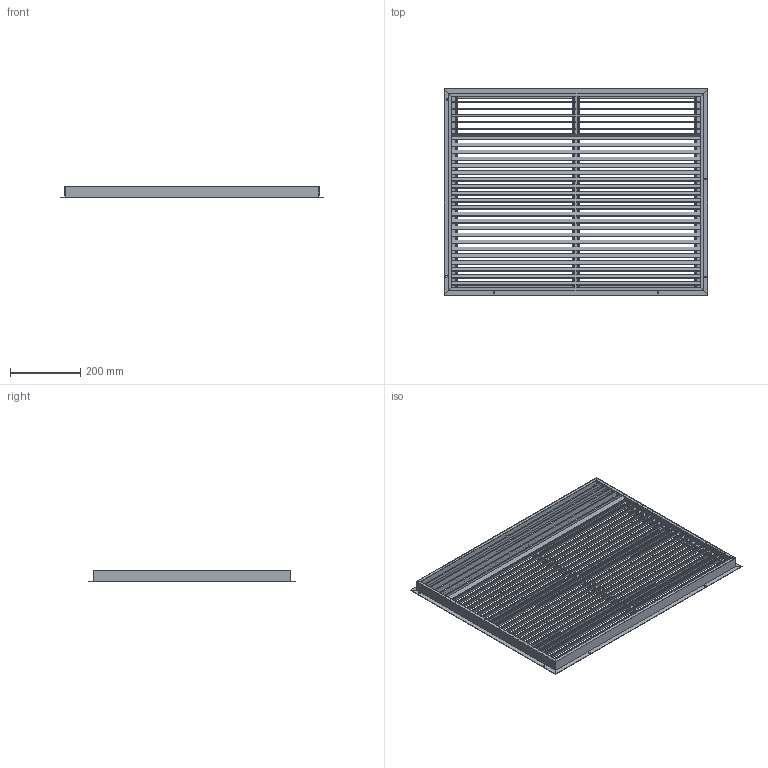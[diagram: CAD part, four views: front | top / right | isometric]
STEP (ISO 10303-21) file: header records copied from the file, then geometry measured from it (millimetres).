
FILE_DESCRIPTION (( 'STEP AP203' ), '1' );
FILE_NAME ('142-69-037.STEP', '2017-09-07T12:04:11', ( 'admin' ), ( 'Microsoft' ), 'SwSTEP 2.0', 'SolidWorks 2016', '' );
FILE_SCHEMA (( 'CONFIG_CONTROL_DESIGN' ));
Length unit declared in the file: inch
Products named in the file (1): 142-69-037
Bounding box: 749.3 x 585.79 x 31.11 mm (x, y, z)
Volume: 1120152.4 mm3; surface area: 1496680 mm2
Topology: 34 solids, 34 shells, 358 faces, 870 edges, 580 vertices
Faces by surface type: plane 325, cylinder 33
Entity records: 10357 total; most frequent: CARTESIAN_POINT 1809, ORIENTED_EDGE 1740, DIRECTION 1654, EDGE_CURVE 870, LINE 804, VECTOR 804, VERTEX_POINT 580, AXIS2_PLACEMENT_3D 425
